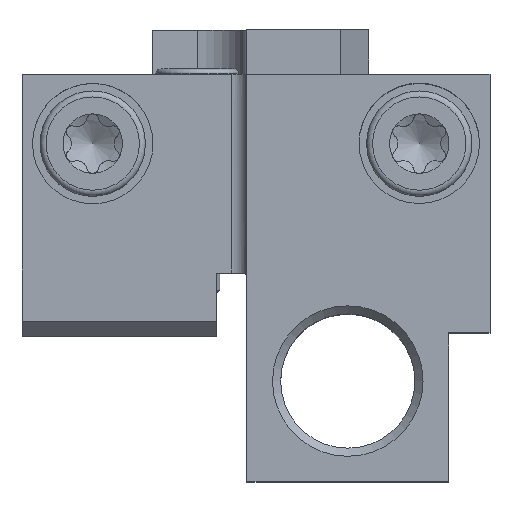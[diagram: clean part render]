
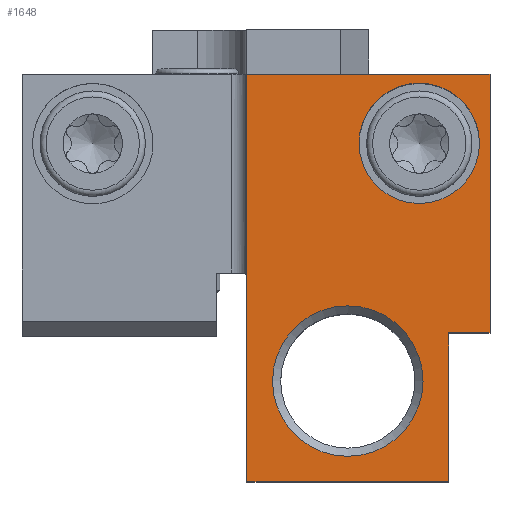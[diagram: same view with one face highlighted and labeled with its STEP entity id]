
A CAD part, top view. The second image highlights one B-rep face of the part: STEP entity #1648.
In plain terms, the highlighted planar face has unit normal (0, 0, 1).
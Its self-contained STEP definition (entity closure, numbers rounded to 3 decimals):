
#184=CIRCLE('',#1806,4.);
#185=CIRCLE('',#1807,5.);
#280=ORIENTED_EDGE('',*,*,#727,.F.);
#281=ORIENTED_EDGE('',*,*,#728,.T.);
#282=ORIENTED_EDGE('',*,*,#729,.F.);
#283=ORIENTED_EDGE('',*,*,#730,.F.);
#284=ORIENTED_EDGE('',*,*,#731,.T.);
#285=ORIENTED_EDGE('',*,*,#732,.T.);
#286=ORIENTED_EDGE('',*,*,#733,.F.);
#287=ORIENTED_EDGE('',*,*,#726,.T.);
#726=EDGE_CURVE('',#945,#948,#1114,.T.);
#727=EDGE_CURVE('',#949,#949,#184,.T.);
#728=EDGE_CURVE('',#950,#950,#185,.T.);
#729=EDGE_CURVE('',#951,#948,#1115,.T.);
#730=EDGE_CURVE('',#952,#951,#1116,.T.);
#731=EDGE_CURVE('',#952,#953,#1117,.T.);
#732=EDGE_CURVE('',#953,#954,#1118,.T.);
#733=EDGE_CURVE('',#945,#954,#1119,.T.);
#945=VERTEX_POINT('',#2476);
#948=VERTEX_POINT('',#2481);
#949=VERTEX_POINT('',#2485);
#950=VERTEX_POINT('',#2487);
#951=VERTEX_POINT('',#2489);
#952=VERTEX_POINT('',#2491);
#953=VERTEX_POINT('',#2493);
#954=VERTEX_POINT('',#2495);
#1114=LINE('',#2482,#1224);
#1115=LINE('',#2488,#1225);
#1116=LINE('',#2490,#1226);
#1117=LINE('',#2492,#1227);
#1118=LINE('',#2494,#1228);
#1119=LINE('',#2496,#1229);
#1224=VECTOR('',#2015,1000.);
#1225=VECTOR('',#2022,1000.);
#1226=VECTOR('',#2023,1000.);
#1227=VECTOR('',#2024,1000.);
#1228=VECTOR('',#2025,1000.);
#1229=VECTOR('',#2026,1000.);
#1312=EDGE_LOOP('',(#280));
#1313=EDGE_LOOP('',(#281));
#1314=EDGE_LOOP('',(#282,#283,#284,#285,#286,#287));
#1460=FACE_BOUND('',#1312,.T.);
#1461=FACE_BOUND('',#1313,.T.);
#1462=FACE_BOUND('',#1314,.T.);
#1609=PLANE('',#1805);
#1648=ADVANCED_FACE('',(#1460,#1461,#1462),#1609,.T.);
#1805=AXIS2_PLACEMENT_3D('',#2483,#2016,#2017);
#1806=AXIS2_PLACEMENT_3D('',#2484,#2018,#2019);
#1807=AXIS2_PLACEMENT_3D('',#2486,#2020,#2021);
#2015=DIRECTION('',(1.,0.,0.));
#2016=DIRECTION('',(0.,0.,1.));
#2017=DIRECTION('',(1.,0.,0.));
#2018=DIRECTION('',(0.,0.,1.));
#2019=DIRECTION('',(1.,0.,0.));
#2020=DIRECTION('',(0.,0.,-1.));
#2021=DIRECTION('',(-1.,0.,0.));
#2022=DIRECTION('',(0.,-1.,0.));
#2023=DIRECTION('',(-1.,0.,0.));
#2024=DIRECTION('',(0.,1.,0.));
#2025=DIRECTION('',(-1.,0.,0.));
#2026=DIRECTION('',(0.,1.,0.));
#2476=CARTESIAN_POINT('',(-0.6,-27.1,20.5));
#2481=CARTESIAN_POINT('',(12.8,-27.1,20.5));
#2482=CARTESIAN_POINT('',(-15.55,-27.1,20.5));
#2483=CARTESIAN_POINT('',(0.,0.,20.5));
#2484=CARTESIAN_POINT('',(10.85,-4.6,20.5));
#2485=CARTESIAN_POINT('',(14.85,-4.6,20.5));
#2486=CARTESIAN_POINT('',(6.1,-20.4,20.5));
#2487=CARTESIAN_POINT('',(1.1,-20.4,20.5));
#2488=CARTESIAN_POINT('',(12.8,-17.2,20.5));
#2489=CARTESIAN_POINT('',(12.8,-17.2,20.5));
#2490=CARTESIAN_POINT('',(15.55,-17.2,20.5));
#2491=CARTESIAN_POINT('',(15.55,-17.2,20.5));
#2492=CARTESIAN_POINT('',(15.55,-27.1,20.5));
#2493=CARTESIAN_POINT('',(15.55,0.,20.5));
#2494=CARTESIAN_POINT('',(15.55,0.,20.5));
#2495=CARTESIAN_POINT('',(-0.6,0.,20.5));
#2496=CARTESIAN_POINT('',(-0.6,-27.1,20.5));
